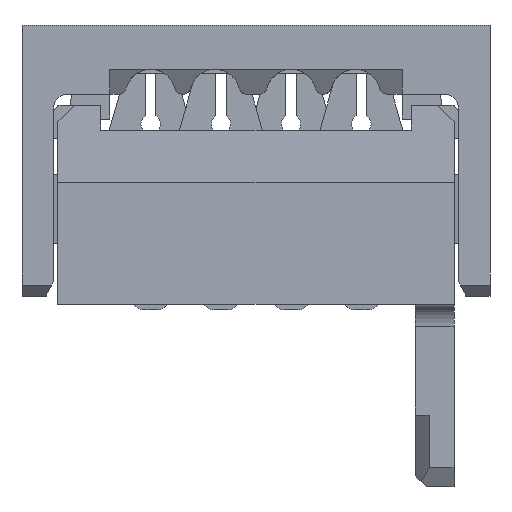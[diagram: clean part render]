
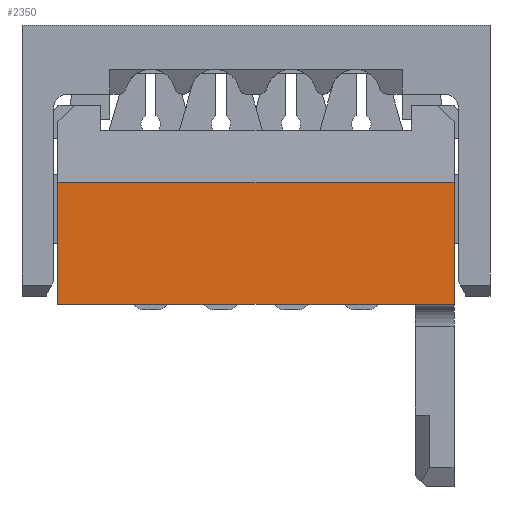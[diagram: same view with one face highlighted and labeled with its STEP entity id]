
A CAD part, front view. The second image highlights one B-rep face of the part: STEP entity #2350.
In plain terms, the highlighted planar face has unit normal (0, -1, 0).
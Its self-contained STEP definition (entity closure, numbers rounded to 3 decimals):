
#21 = DIRECTION ( 'NONE',  ( 0., 0., -1. ) ) ;
#89 = LINE ( 'NONE', #10820, #4558 ) ;
#111 = DIRECTION ( 'NONE',  ( 0., 0., -1. ) ) ;
#491 = ORIENTED_EDGE ( 'NONE', *, *, #5829, .T. ) ;
#604 = ORIENTED_EDGE ( 'NONE', *, *, #10728, .F. ) ;
#883 = VECTOR ( 'NONE', #21, 1000. ) ;
#1078 = VERTEX_POINT ( 'NONE', #2056 ) ;
#2056 = CARTESIAN_POINT ( 'NONE',  ( -3.58, -2.5, -0.95 ) ) ;
#2350 = ADVANCED_FACE ( 'NONE', ( #3161 ), #6740, .T. ) ;
#2471 = LINE ( 'NONE', #7937, #883 ) ;
#3161 = FACE_OUTER_BOUND ( 'NONE', #9441, .T. ) ;
#3630 = VERTEX_POINT ( 'NONE', #4745 ) ;
#4129 = EDGE_CURVE ( 'NONE', #1078, #5992, #89, .T. ) ;
#4558 = VECTOR ( 'NONE', #10576, 1000. ) ;
#4578 = VECTOR ( 'NONE', #6836, 1000. ) ;
#4745 = CARTESIAN_POINT ( 'NONE',  ( 3.58, -2.5, -3.15 ) ) ;
#5390 = CARTESIAN_POINT ( 'NONE',  ( 3.58, -2.5, -0.95 ) ) ;
#5696 = AXIS2_PLACEMENT_3D ( 'NONE', #7730, #6686, #7564 ) ;
#5829 = EDGE_CURVE ( 'NONE', #6256, #3630, #11113, .T. ) ;
#5992 = VERTEX_POINT ( 'NONE', #5390 ) ;
#6256 = VERTEX_POINT ( 'NONE', #9454 ) ;
#6280 = CARTESIAN_POINT ( 'NONE',  ( -3.58, -2.5, -0.95 ) ) ;
#6671 = CARTESIAN_POINT ( 'NONE',  ( -3.58, -2.5, -3.15 ) ) ;
#6686 = DIRECTION ( 'NONE',  ( 0., -1., 0. ) ) ;
#6740 = PLANE ( 'NONE',  #5696 ) ;
#6836 = DIRECTION ( 'NONE',  ( 1., 0., 0. ) ) ;
#7176 = EDGE_CURVE ( 'NONE', #1078, #6256, #11608, .T. ) ;
#7328 = ORIENTED_EDGE ( 'NONE', *, *, #4129, .F. ) ;
#7564 = DIRECTION ( 'NONE',  ( 0., 0., -1. ) ) ;
#7730 = CARTESIAN_POINT ( 'NONE',  ( -3.58, -2.5, -0.95 ) ) ;
#7937 = CARTESIAN_POINT ( 'NONE',  ( 3.58, -2.5, -0.95 ) ) ;
#9441 = EDGE_LOOP ( 'NONE', ( #491, #604, #7328, #9508 ) ) ;
#9454 = CARTESIAN_POINT ( 'NONE',  ( -3.58, -2.5, -3.15 ) ) ;
#9508 = ORIENTED_EDGE ( 'NONE', *, *, #7176, .T. ) ;
#10576 = DIRECTION ( 'NONE',  ( 1., 0., 0. ) ) ;
#10728 = EDGE_CURVE ( 'NONE', #5992, #3630, #2471, .T. ) ;
#10820 = CARTESIAN_POINT ( 'NONE',  ( -3.58, -2.5, -0.95 ) ) ;
#11113 = LINE ( 'NONE', #6671, #4578 ) ;
#11139 = VECTOR ( 'NONE', #111, 1000. ) ;
#11608 = LINE ( 'NONE', #6280, #11139 ) ;
